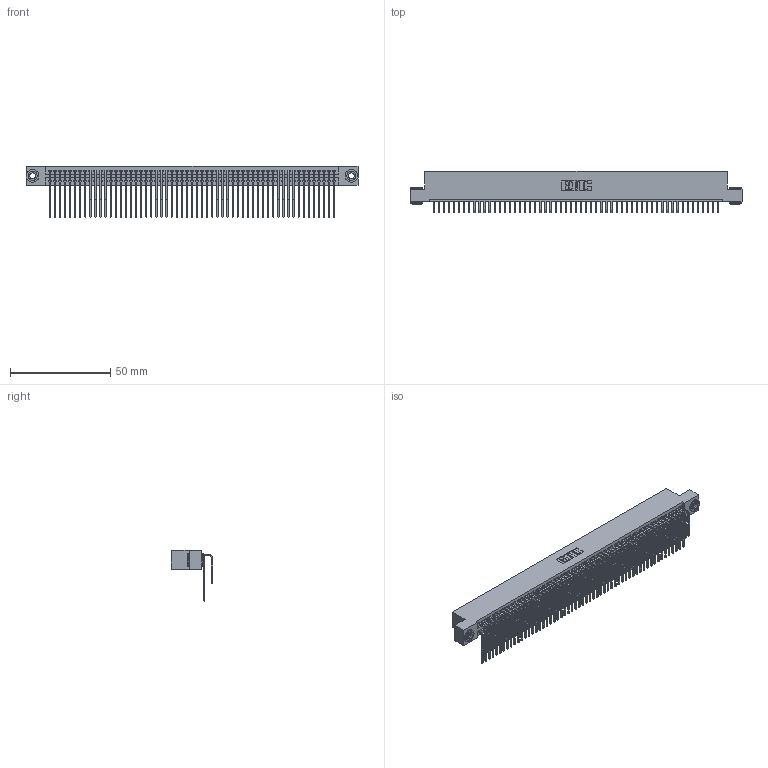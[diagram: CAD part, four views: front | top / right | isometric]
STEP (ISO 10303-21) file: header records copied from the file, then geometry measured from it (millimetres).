
FILE_DESCRIPTION (( 'STEP AP203' ), '1' );
FILE_NAME ('345-114-559-203.STEP', '2019-11-05T12:57:07', ( '' ), ( '' ), 'SwSTEP 2.0', 'SolidWorks 2016', '' );
FILE_SCHEMA (( 'CONFIG_CONTROL_DESIGN' ));
Length unit declared in the file: inch
Products named in the file (5): 345-292-001_558 559 Tail - 1; 345-250-002_345-250-002-102; 345-114-559-203; 345 Part_Flush Mounting Lugs - 0.156 Dia-TH; 345-292-001_559 Tail - 2
Assembly tree (117 placements, depth 2):
  345-114-559-203
    345 Part_Flush Mounting Lugs - 0.156 Dia-TH
    345-292-001_558 559 Tail - 1  x57
    345-292-001_559 Tail - 2  x57
    345-250-002_345-250-002-102  x2
Bounding box: 165.99 x 20.56 x 25.53 mm (x, y, z)
Volume: 16940.6 mm3; surface area: 28628.9 mm2
Topology: 117 solids, 117 shells, 6092 faces, 18087 edges, 11902 vertices
Faces by surface type: plane 4080, cylinder 2004, cone 8
Entity records: 45006 total; most frequent: CARTESIAN_POINT 7550, ORIENTED_EDGE 7426, DIRECTION 6643, EDGE_CURVE 3713, LINE 3289, VECTOR 3289, VERTEX_POINT 2470, AXIS2_PLACEMENT_3D 1677
